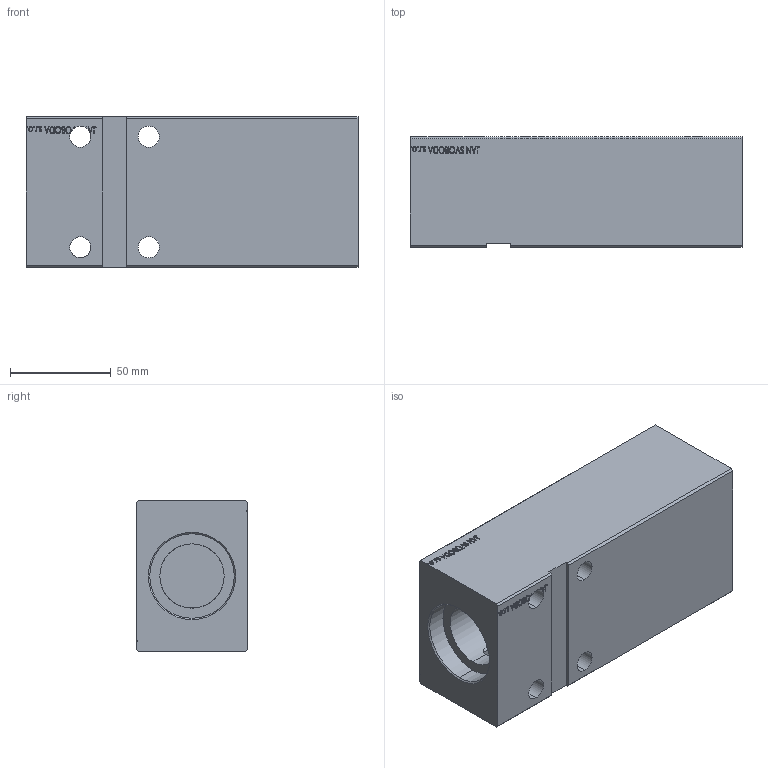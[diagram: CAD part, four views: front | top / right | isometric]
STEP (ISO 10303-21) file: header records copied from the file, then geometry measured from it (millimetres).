
FILE_DESCRIPTION (( 'STEP AP203' ), '1' );
FILE_NAME ('1702.STEP', '2024-02-11T19:03:34', ( '' ), ( '' ), 'SwSTEP 2.0', 'SolidWorks 2019', '' );
FILE_SCHEMA (( 'CONFIG_CONTROL_DESIGN' ));
Length unit declared in the file: millimetre
Products named in the file (1): 1702
Bounding box: 165 x 55 x 75 mm (x, y, z)
Volume: 525155.2 mm3; surface area: 74429 mm2
Topology: 1 solids, 1 shells, 751 faces, 1961 edges, 1305 vertices
Faces by surface type: plane 367, bspline 350, cylinder 32, cone 2
Entity records: 39470 total; most frequent: CARTESIAN_POINT 23245, ORIENTED_EDGE 3922, DIRECTION 2127, EDGE_CURVE 1961, VERTEX_POINT 1305, VECTOR 1173, LINE 1173, EDGE_LOOP 858
